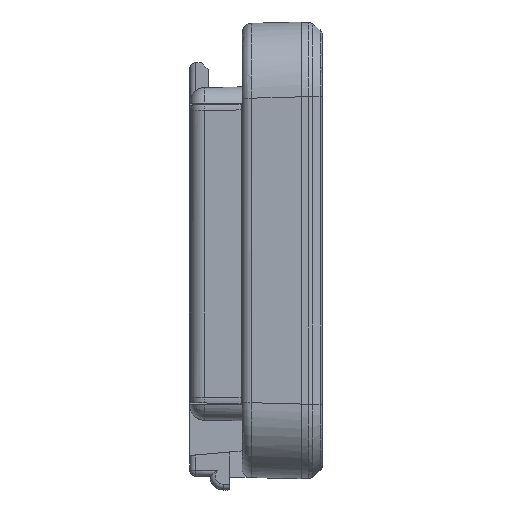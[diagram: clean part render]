
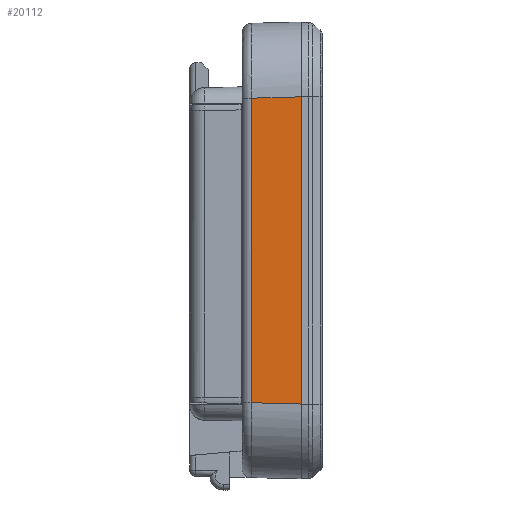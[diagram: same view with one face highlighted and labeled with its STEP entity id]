
A CAD part, left-side view. The second image highlights one B-rep face of the part: STEP entity #20112.
In plain terms, the highlighted planar face has unit normal (-1, 0.026, 0).
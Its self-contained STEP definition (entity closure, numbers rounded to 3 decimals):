
#624 = DIRECTION ( 'NONE',  ( -0.026, -0.999, 0.026 ) ) ;
#924 = CARTESIAN_POINT ( 'NONE',  ( -36.904, 4.393, 13.774 ) ) ;
#1974 = VECTOR ( 'NONE', #12576, 1000. ) ;
#2402 = AXIS2_PLACEMENT_3D ( 'NONE', #23490, #6784, #14196 ) ;
#2528 = CARTESIAN_POINT ( 'NONE',  ( -36.904, 4.393, 13.774 ) ) ;
#3337 = EDGE_CURVE ( 'NONE', #6971, #6239, #9889, .T. ) ;
#4680 = VERTEX_POINT ( 'NONE', #19526 ) ;
#5136 = CARTESIAN_POINT ( 'NONE',  ( -37.02, 0., 13.889 ) ) ;
#5165 = ORIENTED_EDGE ( 'NONE', *, *, #20205, .F. ) ;
#5671 = DIRECTION ( 'NONE',  ( 0.026, 0.999, 0.026 ) ) ;
#6239 = VERTEX_POINT ( 'NONE', #17001 ) ;
#6784 = DIRECTION ( 'NONE',  ( -1., 0.026, 0. ) ) ;
#6971 = VERTEX_POINT ( 'NONE', #2528 ) ;
#7769 = ORIENTED_EDGE ( 'NONE', *, *, #3337, .F. ) ;
#8281 = VECTOR ( 'NONE', #5671, 1000. ) ;
#8388 = DIRECTION ( 'NONE',  ( 0., 0., -1. ) ) ;
#8617 = FACE_OUTER_BOUND ( 'NONE', #23038, .T. ) ;
#9889 = LINE ( 'NONE', #17303, #12564 ) ;
#11665 = ORIENTED_EDGE ( 'NONE', *, *, #16849, .T. ) ;
#11788 = ORIENTED_EDGE ( 'NONE', *, *, #12240, .F. ) ;
#12240 = EDGE_CURVE ( 'NONE', #6239, #16478, #21846, .T. ) ;
#12564 = VECTOR ( 'NONE', #624, 1000. ) ;
#12576 = DIRECTION ( 'NONE',  ( 0., 0., -1. ) ) ;
#13225 = VECTOR ( 'NONE', #8388, 1000. ) ;
#14103 = CARTESIAN_POINT ( 'NONE',  ( -37.02, 0., -12.919 ) ) ;
#14196 = DIRECTION ( 'NONE',  ( 0., 0., -1. ) ) ;
#14917 = LINE ( 'NONE', #22377, #8281 ) ;
#16017 = PLANE ( 'NONE',  #2402 ) ;
#16478 = VERTEX_POINT ( 'NONE', #14103 ) ;
#16849 = EDGE_CURVE ( 'NONE', #6971, #4680, #17610, .T. ) ;
#17001 = CARTESIAN_POINT ( 'NONE',  ( -37.02, 0., 13.889 ) ) ;
#17303 = CARTESIAN_POINT ( 'NONE',  ( -36.904, 4.393, 13.774 ) ) ;
#17610 = LINE ( 'NONE', #924, #13225 ) ;
#19526 = CARTESIAN_POINT ( 'NONE',  ( -36.904, 4.393, -12.804 ) ) ;
#20112 = ADVANCED_FACE ( 'NONE', ( #8617 ), #16017, .T. ) ;
#20205 = EDGE_CURVE ( 'NONE', #16478, #4680, #14917, .T. ) ;
#21846 = LINE ( 'NONE', #5136, #1974 ) ;
#22377 = CARTESIAN_POINT ( 'NONE',  ( -37.02, 0., -12.919 ) ) ;
#23038 = EDGE_LOOP ( 'NONE', ( #7769, #11665, #5165, #11788 ) ) ;
#23490 = CARTESIAN_POINT ( 'NONE',  ( -36.984, 1.357, 20.384 ) ) ;
